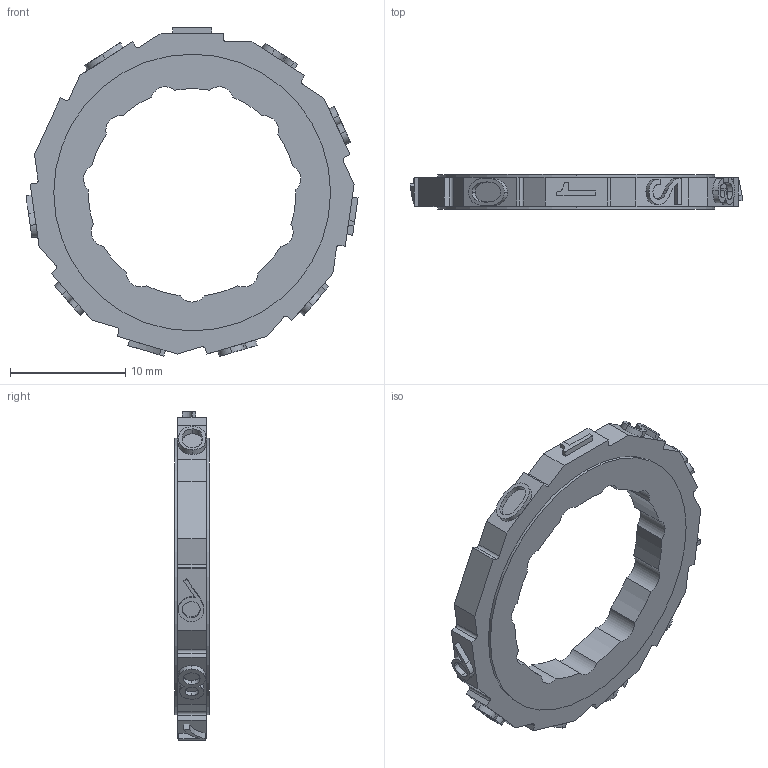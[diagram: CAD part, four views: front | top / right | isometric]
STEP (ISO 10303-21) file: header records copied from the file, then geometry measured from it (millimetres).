
FILE_DESCRIPTION (( 'STEP AP214' ), '1' );
FILE_NAME ('RR180311.STEP', '2013-06-27T11:11:24', ( '' ), ( '' ), 'SwSTEP 2.0', 'SolidWorks 2011', '' );
FILE_SCHEMA (( 'AUTOMOTIVE_DESIGN' ));
Length unit declared in the file: millimetre
Products named in the file (1): RR180311
Bounding box: 28.79 x 3 x 28.51 mm (x, y, z)
Volume: 953.4 mm3; surface area: 1206.2 mm2
Topology: 1 solids, 1 shells, 227 faces, 621 edges, 414 vertices
Faces by surface type: plane 104, bspline 79, cylinder 44
Entity records: 12074 total; most frequent: CARTESIAN_POINT 6718, ORIENTED_EDGE 1242, DIRECTION 849, EDGE_CURVE 621, VERTEX_POINT 414, LINE 375, VECTOR 375, EDGE_LOOP 247
